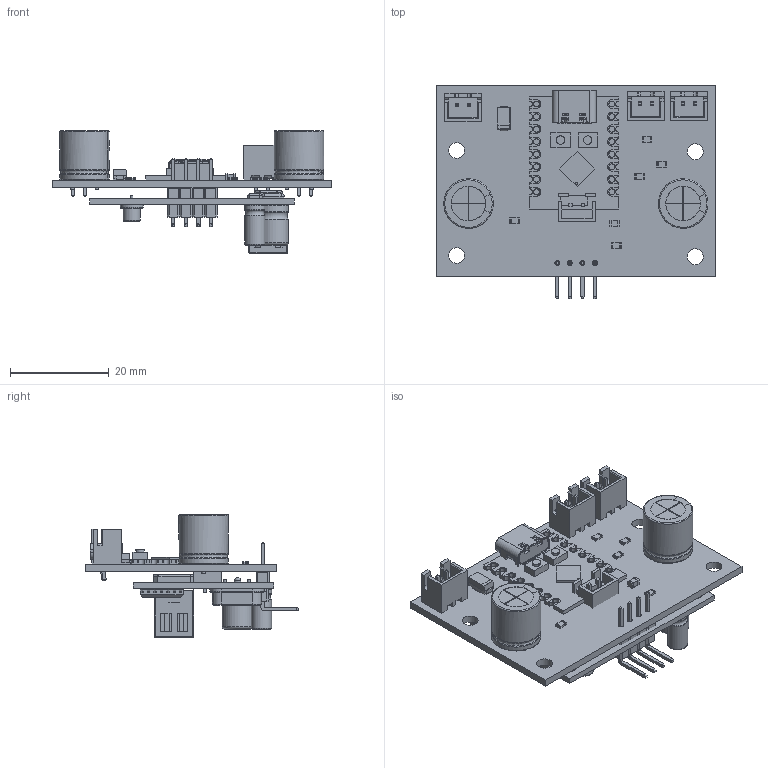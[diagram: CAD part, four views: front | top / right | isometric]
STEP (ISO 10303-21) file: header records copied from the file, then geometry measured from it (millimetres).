
FILE_DESCRIPTION(('KiCad electronic assembly'),'2;1');
FILE_NAME('WaterTank.step','2025-07-02T17:43:50',('Pcbnew'),('Kicad'), 'Open CASCADE STEP processor 7.8','KiCad to STEP converter','Unknown' );
FILE_SCHEMA(('AUTOMOTIVE_DESIGN { 1 0 10303 214 1 1 1 1 }'));
Length unit declared in the file: millimetre
Products named in the file (13): WaterTank 1; D_SMA; CP_Radial_D10.0mm_P5.00mm; ESP32-C3 SuperMini_TH--3DModel-STEP-56544; Board c3mini; USB C; components (other)^ESP32-C3 SuperMini; R_0805_2012Metric; C_0805_2012Metric; JST_XH_B2B-XH-A_1x02_P2.50mm_Vertical; PinHeader_1x04_P2.54mm_Vertical; JSN20; WaterTank_PCB
Assembly tree (19 placements, depth 3):
  WaterTank 1
    D_SMA
    CP_Radial_D10.0mm_P5.00mm  x2
    ESP32-C3 SuperMini_TH--3DModel-STEP-56544
      Board c3mini
      USB C
      components (other)^ESP32-C3 SuperMini
    R_0805_2012Metric  x5
    C_0805_2012Metric
    JST_XH_B2B-XH-A_1x02_P2.50mm_Vertical  x3
    PinHeader_1x04_P2.54mm_Vertical
    JSN20
    WaterTank_PCB
Bounding box: 56.25 x 43.28 x 24.85 mm (x, y, z)
Volume: 8579.5 mm3; surface area: 14089.8 mm2
Topology: 88 solids, 90 shells, 2545 faces, 6726 edges, 4387 vertices
Faces by surface type: plane 1833, cylinder 636, bspline 30, torus 21, cone 13, revolution 8, sphere 4
Full cylindrical faces by diameter (mm): 0.48 x2, 0.7 x4, 0.95 x2, 1 x18, 1.2 x2, 1.8 x2, 2.3 x1, 2.53 x4, 3.2 x4, 3.8 x1, 4.1 x2, 6.28 x2, 7.7 x2
Entity records: 74765 total; most frequent: CARTESIAN_POINT 13613, ORIENTED_EDGE 11714, DIRECTION 11319, EDGE_CURVE 5857, LINE 4467, VECTOR 4467, VERTEX_POINT 3821, AXIS2_PLACEMENT_3D 3424
